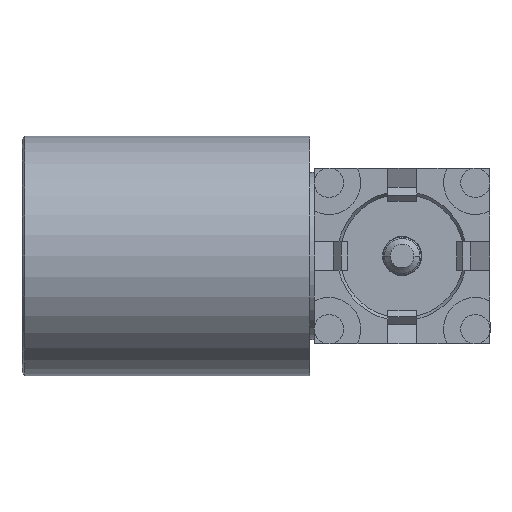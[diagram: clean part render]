
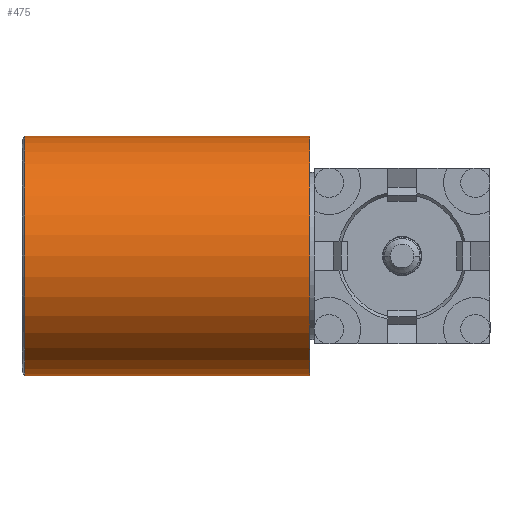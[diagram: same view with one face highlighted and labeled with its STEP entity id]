
A CAD part, front view. The second image highlights one B-rep face of the part: STEP entity #475.
In plain terms, the highlighted cylindrical face has radius 2.08 mm (diameter 4.16 mm), a partial arc.
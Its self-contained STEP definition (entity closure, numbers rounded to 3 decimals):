
#128 = DIRECTION ( 'NONE',  ( -1., 0., 0. ) ) ;
#141 = CARTESIAN_POINT ( 'NONE',  ( -6.545, 0., -2.08 ) ) ;
#374 = CARTESIAN_POINT ( 'NONE',  ( -1.605, 0., 2.08 ) ) ;
#403 = CARTESIAN_POINT ( 'NONE',  ( -1.605, 0., 0. ) ) ;
#451 = DIRECTION ( 'NONE',  ( 0., 0., 1. ) ) ;
#475 = ADVANCED_FACE ( 'NONE', ( #1611 ), #1020, .T. ) ;
#542 = AXIS2_PLACEMENT_3D ( 'NONE', #3568, #128, #451 ) ;
#599 = EDGE_CURVE ( 'NONE', #1080, #3720, #2878, .T. ) ;
#719 = CARTESIAN_POINT ( 'NONE',  ( -3.635, 0., 0. ) ) ;
#768 = DIRECTION ( 'NONE',  ( -1., 0., 0. ) ) ;
#1020 = CYLINDRICAL_SURFACE ( 'NONE', #3178, 2.08 ) ;
#1049 = ORIENTED_EDGE ( 'NONE', *, *, #1197, .F. ) ;
#1080 = VERTEX_POINT ( 'NONE', #141 ) ;
#1156 = LINE ( 'NONE', #2007, #2857 ) ;
#1197 = EDGE_CURVE ( 'NONE', #2831, #1080, #1693, .T. ) ;
#1232 = AXIS2_PLACEMENT_3D ( 'NONE', #403, #1293, #3225 ) ;
#1239 = ORIENTED_EDGE ( 'NONE', *, *, #2690, .T. ) ;
#1293 = DIRECTION ( 'NONE',  ( -1., 0., 0. ) ) ;
#1417 = EDGE_CURVE ( 'NONE', #2831, #2375, #1719, .T. ) ;
#1611 = FACE_OUTER_BOUND ( 'NONE', #1945, .T. ) ;
#1693 = LINE ( 'NONE', #2516, #3723 ) ;
#1719 = CIRCLE ( 'NONE', #1232, 2.08 ) ;
#1945 = EDGE_LOOP ( 'NONE', ( #1049, #3614, #1239, #3360 ) ) ;
#2007 = CARTESIAN_POINT ( 'NONE',  ( -3.635, 0., 2.08 ) ) ;
#2282 = DIRECTION ( 'NONE',  ( -1., 0., 0. ) ) ;
#2375 = VERTEX_POINT ( 'NONE', #374 ) ;
#2516 = CARTESIAN_POINT ( 'NONE',  ( -3.635, 0., -2.08 ) ) ;
#2690 = EDGE_CURVE ( 'NONE', #2375, #3720, #1156, .T. ) ;
#2732 = DIRECTION ( 'NONE',  ( 0., 0., 1. ) ) ;
#2752 = DIRECTION ( 'NONE',  ( -1., 0., 0. ) ) ;
#2831 = VERTEX_POINT ( 'NONE', #2958 ) ;
#2857 = VECTOR ( 'NONE', #2282, 1000. ) ;
#2878 = CIRCLE ( 'NONE', #542, 2.08 ) ;
#2958 = CARTESIAN_POINT ( 'NONE',  ( -1.605, 0., -2.08 ) ) ;
#3178 = AXIS2_PLACEMENT_3D ( 'NONE', #719, #2752, #2732 ) ;
#3225 = DIRECTION ( 'NONE',  ( 0., 0., 1. ) ) ;
#3360 = ORIENTED_EDGE ( 'NONE', *, *, #599, .F. ) ;
#3529 = CARTESIAN_POINT ( 'NONE',  ( -6.545, 0., 2.08 ) ) ;
#3568 = CARTESIAN_POINT ( 'NONE',  ( -6.545, 0., 0. ) ) ;
#3614 = ORIENTED_EDGE ( 'NONE', *, *, #1417, .T. ) ;
#3720 = VERTEX_POINT ( 'NONE', #3529 ) ;
#3723 = VECTOR ( 'NONE', #768, 1000. ) ;
